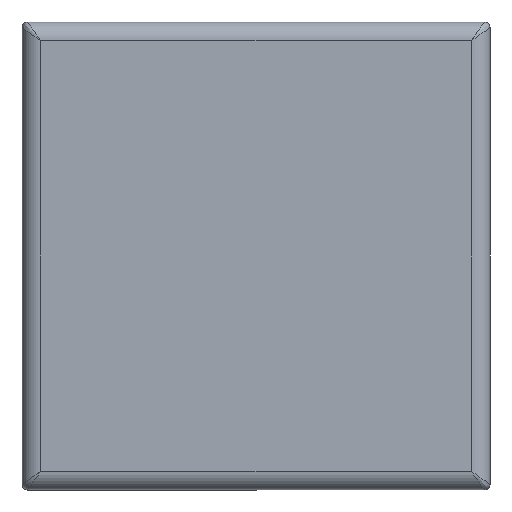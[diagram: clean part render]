
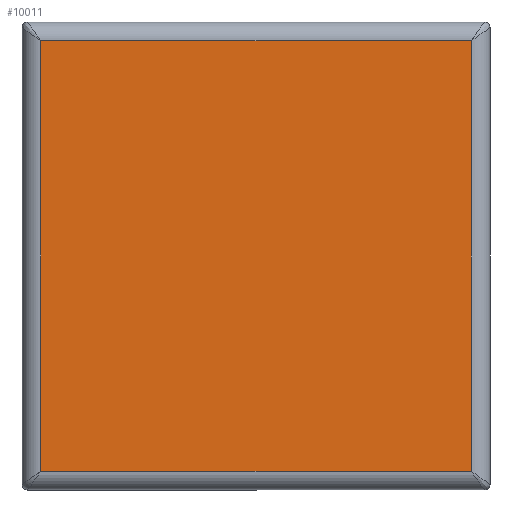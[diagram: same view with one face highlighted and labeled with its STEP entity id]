
A CAD part, left-side view. The second image highlights one B-rep face of the part: STEP entity #10011.
In plain terms, the highlighted planar face has unit normal (-1, 0, 0).
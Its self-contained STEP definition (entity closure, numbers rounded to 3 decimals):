
#308 = ORIENTED_EDGE ( 'NONE', *, *, #2576, .T. ) ;
#871 = VERTEX_POINT ( 'NONE', #2446 ) ;
#992 = LINE ( 'NONE', #1975, #7410 ) ;
#1347 = DIRECTION ( 'NONE',  ( 0., -1., 0. ) ) ;
#1488 = EDGE_CURVE ( 'NONE', #12980, #13999, #13031, .T. ) ;
#1492 = LINE ( 'NONE', #8184, #13301 ) ;
#1632 = FACE_OUTER_BOUND ( 'NONE', #14290, .T. ) ;
#1934 = AXIS2_PLACEMENT_3D ( 'NONE', #8770, #13390, #4087 ) ;
#1975 = CARTESIAN_POINT ( 'NONE',  ( -1.61, 1.16, 0.02 ) ) ;
#2446 = CARTESIAN_POINT ( 'NONE',  ( -1.61, -1.16, 2.41 ) ) ;
#2576 = EDGE_CURVE ( 'NONE', #7408, #12980, #992, .T. ) ;
#2673 = CARTESIAN_POINT ( 'NONE',  ( -1.61, -1.23, 0.09 ) ) ;
#3250 = VECTOR ( 'NONE', #1347, 1000. ) ;
#3353 = VECTOR ( 'NONE', #5226, 1000. ) ;
#4087 = DIRECTION ( 'NONE',  ( 0., 0., 1. ) ) ;
#5226 = DIRECTION ( 'NONE',  ( 0., 1., 0. ) ) ;
#6696 = ORIENTED_EDGE ( 'NONE', *, *, #12991, .T. ) ;
#6993 = DIRECTION ( 'NONE',  ( 0., 0., 1. ) ) ;
#7408 = VERTEX_POINT ( 'NONE', #12910 ) ;
#7410 = VECTOR ( 'NONE', #14673, 1000. ) ;
#7786 = ORIENTED_EDGE ( 'NONE', *, *, #9956, .T. ) ;
#8036 = ORIENTED_EDGE ( 'NONE', *, *, #1488, .T. ) ;
#8184 = CARTESIAN_POINT ( 'NONE',  ( -1.61, -1.16, 2.48 ) ) ;
#8770 = CARTESIAN_POINT ( 'NONE',  ( -1.61, 0., 0. ) ) ;
#9734 = PLANE ( 'NONE',  #1934 ) ;
#9900 = CARTESIAN_POINT ( 'NONE',  ( -1.61, 1.23, 2.41 ) ) ;
#9956 = EDGE_CURVE ( 'NONE', #871, #7408, #10964, .T. ) ;
#10011 = ADVANCED_FACE ( 'NONE', ( #1632 ), #9734, .T. ) ;
#10964 = LINE ( 'NONE', #9900, #3353 ) ;
#12910 = CARTESIAN_POINT ( 'NONE',  ( -1.61, 1.16, 2.41 ) ) ;
#12980 = VERTEX_POINT ( 'NONE', #14162 ) ;
#12991 = EDGE_CURVE ( 'NONE', #13999, #871, #1492, .T. ) ;
#13031 = LINE ( 'NONE', #2673, #3250 ) ;
#13301 = VECTOR ( 'NONE', #6993, 1000. ) ;
#13390 = DIRECTION ( 'NONE',  ( -1., 0., 0. ) ) ;
#13999 = VERTEX_POINT ( 'NONE', #14856 ) ;
#14162 = CARTESIAN_POINT ( 'NONE',  ( -1.61, 1.16, 0.09 ) ) ;
#14290 = EDGE_LOOP ( 'NONE', ( #8036, #6696, #7786, #308 ) ) ;
#14673 = DIRECTION ( 'NONE',  ( 0., 0., -1. ) ) ;
#14856 = CARTESIAN_POINT ( 'NONE',  ( -1.61, -1.16, 0.09 ) ) ;
